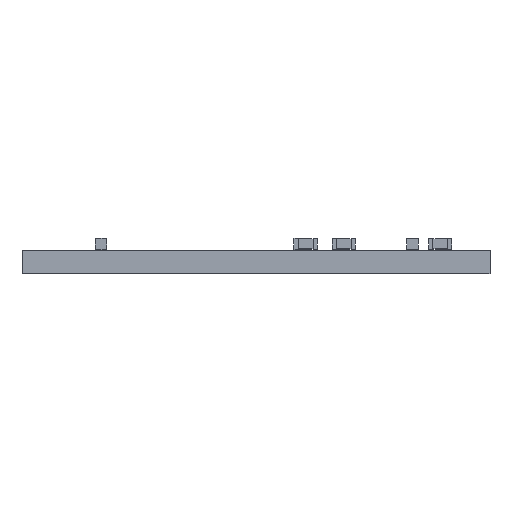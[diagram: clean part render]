
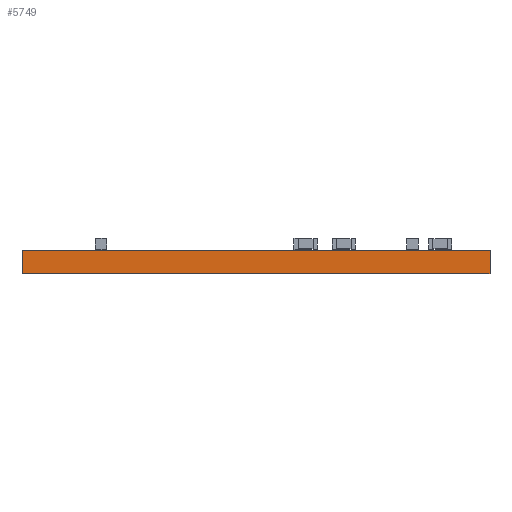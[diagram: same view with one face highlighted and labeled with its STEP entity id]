
A CAD part, left-side view. The second image highlights one B-rep face of the part: STEP entity #5749.
In plain terms, the highlighted planar face has unit normal (-1, 0, 0).
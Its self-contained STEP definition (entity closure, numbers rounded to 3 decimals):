
#3848 = PLANE('',#3849);
#3849 = AXIS2_PLACEMENT_3D('',#3850,#3851,#3852);
#3850 = CARTESIAN_POINT('',(0.,0.001,1.6)
  );
#3851 = DIRECTION('',(-0.,-0.,-1.));
#3852 = DIRECTION('',(-1.,0.,0.));
#3902 = PLANE('',#3903);
#3903 = AXIS2_PLACEMENT_3D('',#3904,#3905,#3906);
#3904 = CARTESIAN_POINT('',(0.,0.001,0.));
#3905 = DIRECTION('',(-0.,-0.,-1.));
#3906 = DIRECTION('',(-1.,0.,0.));
#4207 = VERTEX_POINT('',#4208);
#4208 = CARTESIAN_POINT('',(-10.,-16.002,0.));
#4222 = PLANE('',#4223);
#4223 = AXIS2_PLACEMENT_3D('',#4224,#4225,#4226);
#4224 = CARTESIAN_POINT('',(-5.101,-15.998,0.));
#4225 = DIRECTION('',(0.001,-1.,0.));
#4226 = DIRECTION('',(-1.,-0.001,0.));
#4234 = EDGE_CURVE('',#4207,#4235,#4237,.T.);
#4235 = VERTEX_POINT('',#4236);
#4236 = CARTESIAN_POINT('',(-10.,15.998,0.));
#4237 = SURFACE_CURVE('',#4238,(#4242,#4249),.PCURVE_S1.);
#4238 = LINE('',#4239,#4240);
#4239 = CARTESIAN_POINT('',(-10.,-16.002,0.));
#4240 = VECTOR('',#4241,1.);
#4241 = DIRECTION('',(0.,1.,0.));
#4242 = PCURVE('',#3902,#4243);
#4243 = DEFINITIONAL_REPRESENTATION('',(#4244),#4248);
#4244 = LINE('',#4245,#4246);
#4245 = CARTESIAN_POINT('',(10.,-16.003));
#4246 = VECTOR('',#4247,1.);
#4247 = DIRECTION('',(0.,1.));
#4248 = ( GEOMETRIC_REPRESENTATION_CONTEXT(2) 
PARAMETRIC_REPRESENTATION_CONTEXT() REPRESENTATION_CONTEXT('2D SPACE',''
  ) );
#4249 = PCURVE('',#4250,#4255);
#4250 = PLANE('',#4251);
#4251 = AXIS2_PLACEMENT_3D('',#4252,#4253,#4254);
#4252 = CARTESIAN_POINT('',(-10.,-16.002,0.));
#4253 = DIRECTION('',(-1.,0.,0.));
#4254 = DIRECTION('',(0.,1.,0.));
#4255 = DEFINITIONAL_REPRESENTATION('',(#4256),#4260);
#4256 = LINE('',#4257,#4258);
#4257 = CARTESIAN_POINT('',(0.,0.));
#4258 = VECTOR('',#4259,1.);
#4259 = DIRECTION('',(1.,0.));
#4260 = ( GEOMETRIC_REPRESENTATION_CONTEXT(2) 
PARAMETRIC_REPRESENTATION_CONTEXT() REPRESENTATION_CONTEXT('2D SPACE',''
  ) );
#4278 = PLANE('',#4279);
#4279 = AXIS2_PLACEMENT_3D('',#4280,#4281,#4282);
#4280 = CARTESIAN_POINT('',(-10.,15.998,0.));
#4281 = DIRECTION('',(-0.001,1.,0.));
#4282 = DIRECTION('',(1.,0.001,0.));
#4911 = VERTEX_POINT('',#4912);
#4912 = CARTESIAN_POINT('',(-10.,-16.002,1.6));
#4933 = EDGE_CURVE('',#4911,#4934,#4936,.T.);
#4934 = VERTEX_POINT('',#4935);
#4935 = CARTESIAN_POINT('',(-10.,15.998,1.6));
#4936 = SURFACE_CURVE('',#4937,(#4941,#4948),.PCURVE_S1.);
#4937 = LINE('',#4938,#4939);
#4938 = CARTESIAN_POINT('',(-10.,-16.002,1.6));
#4939 = VECTOR('',#4940,1.);
#4940 = DIRECTION('',(0.,1.,0.));
#4941 = PCURVE('',#3848,#4942);
#4942 = DEFINITIONAL_REPRESENTATION('',(#4943),#4947);
#4943 = LINE('',#4944,#4945);
#4944 = CARTESIAN_POINT('',(10.,-16.003));
#4945 = VECTOR('',#4946,1.);
#4946 = DIRECTION('',(0.,1.));
#4947 = ( GEOMETRIC_REPRESENTATION_CONTEXT(2) 
PARAMETRIC_REPRESENTATION_CONTEXT() REPRESENTATION_CONTEXT('2D SPACE',''
  ) );
#4948 = PCURVE('',#4250,#4949);
#4949 = DEFINITIONAL_REPRESENTATION('',(#4950),#4954);
#4950 = LINE('',#4951,#4952);
#4951 = CARTESIAN_POINT('',(0.,-1.6));
#4952 = VECTOR('',#4953,1.);
#4953 = DIRECTION('',(1.,0.));
#4954 = ( GEOMETRIC_REPRESENTATION_CONTEXT(2) 
PARAMETRIC_REPRESENTATION_CONTEXT() REPRESENTATION_CONTEXT('2D SPACE',''
  ) );
#5701 = EDGE_CURVE('',#4207,#4911,#5702,.T.);
#5702 = SURFACE_CURVE('',#5703,(#5707,#5714),.PCURVE_S1.);
#5703 = LINE('',#5704,#5705);
#5704 = CARTESIAN_POINT('',(-10.,-16.002,0.));
#5705 = VECTOR('',#5706,1.);
#5706 = DIRECTION('',(0.,0.,1.));
#5707 = PCURVE('',#4222,#5708);
#5708 = DEFINITIONAL_REPRESENTATION('',(#5709),#5713);
#5709 = LINE('',#5710,#5711);
#5710 = CARTESIAN_POINT('',(4.899,0.));
#5711 = VECTOR('',#5712,1.);
#5712 = DIRECTION('',(0.,-1.));
#5713 = ( GEOMETRIC_REPRESENTATION_CONTEXT(2) 
PARAMETRIC_REPRESENTATION_CONTEXT() REPRESENTATION_CONTEXT('2D SPACE',''
  ) );
#5714 = PCURVE('',#4250,#5715);
#5715 = DEFINITIONAL_REPRESENTATION('',(#5716),#5720);
#5716 = LINE('',#5717,#5718);
#5717 = CARTESIAN_POINT('',(0.,0.));
#5718 = VECTOR('',#5719,1.);
#5719 = DIRECTION('',(0.,-1.));
#5720 = ( GEOMETRIC_REPRESENTATION_CONTEXT(2) 
PARAMETRIC_REPRESENTATION_CONTEXT() REPRESENTATION_CONTEXT('2D SPACE',''
  ) );
#5749 = ADVANCED_FACE('',(#5750),#4250,.T.);
#5750 = FACE_BOUND('',#5751,.T.);
#5751 = EDGE_LOOP('',(#5752,#5753,#5754,#5775));
#5752 = ORIENTED_EDGE('',*,*,#5701,.T.);
#5753 = ORIENTED_EDGE('',*,*,#4933,.T.);
#5754 = ORIENTED_EDGE('',*,*,#5755,.F.);
#5755 = EDGE_CURVE('',#4235,#4934,#5756,.T.);
#5756 = SURFACE_CURVE('',#5757,(#5761,#5768),.PCURVE_S1.);
#5757 = LINE('',#5758,#5759);
#5758 = CARTESIAN_POINT('',(-10.,15.998,0.));
#5759 = VECTOR('',#5760,1.);
#5760 = DIRECTION('',(0.,0.,1.));
#5761 = PCURVE('',#4250,#5762);
#5762 = DEFINITIONAL_REPRESENTATION('',(#5763),#5767);
#5763 = LINE('',#5764,#5765);
#5764 = CARTESIAN_POINT('',(32.,0.));
#5765 = VECTOR('',#5766,1.);
#5766 = DIRECTION('',(0.,-1.));
#5767 = ( GEOMETRIC_REPRESENTATION_CONTEXT(2) 
PARAMETRIC_REPRESENTATION_CONTEXT() REPRESENTATION_CONTEXT('2D SPACE',''
  ) );
#5768 = PCURVE('',#4278,#5769);
#5769 = DEFINITIONAL_REPRESENTATION('',(#5770),#5774);
#5770 = LINE('',#5771,#5772);
#5771 = CARTESIAN_POINT('',(0.,0.));
#5772 = VECTOR('',#5773,1.);
#5773 = DIRECTION('',(0.,-1.));
#5774 = ( GEOMETRIC_REPRESENTATION_CONTEXT(2) 
PARAMETRIC_REPRESENTATION_CONTEXT() REPRESENTATION_CONTEXT('2D SPACE',''
  ) );
#5775 = ORIENTED_EDGE('',*,*,#4234,.F.);
